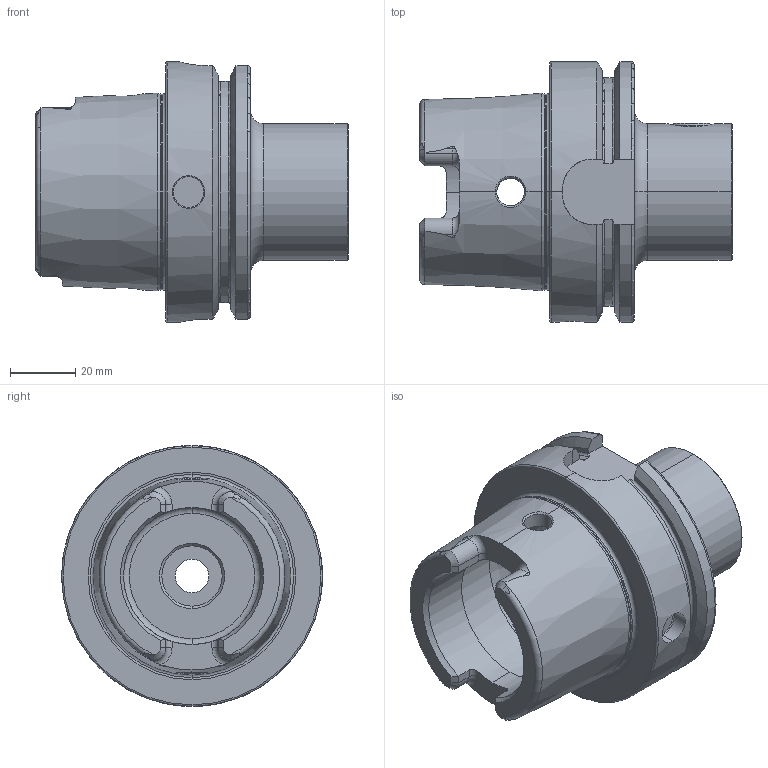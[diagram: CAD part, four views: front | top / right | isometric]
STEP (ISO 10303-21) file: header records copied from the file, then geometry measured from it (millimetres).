
FILE_DESCRIPTION (( 'STEP AP203' ), '1' );
FILE_NAME ('102.080.421.STEP', '2018-03-09T11:20:55', ( 'SWIAdmin' ), ( 'Hewlett-Packard Company' ), 'SwSTEP 2.0', 'SolidWorks 2017', '' );
FILE_SCHEMA (( 'CONFIG_CONTROL_DESIGN' ));
Length unit declared in the file: millimetre
Products named in the file (3): HA8-MB4.K01.056_B_Fertigbearbeitung; MB4-ER1.001.013_A; 102.080.421
Assembly tree (2 placements, depth 2):
  102.080.421
    HA8-MB4.K01.056_B_Fertigbearbeitung
    MB4-ER1.001.013_A
Bounding box: 95.9 x 80 x 80 mm (x, y, z)
Volume: 165817.8 mm3; surface area: 39831.7 mm2
Topology: 2 solids, 2 shells, 224 faces, 570 edges, 352 vertices
Faces by surface type: plane 70, cylinder 66, cone 49, torus 35, bspline 4
Entity records: 8399 total; most frequent: CARTESIAN_POINT 2790, ORIENTED_EDGE 1136, DIRECTION 1114, EDGE_CURVE 568, AXIS2_PLACEMENT_3D 456, VERTEX_POINT 352, EDGE_LOOP 236, CIRCLE 231
